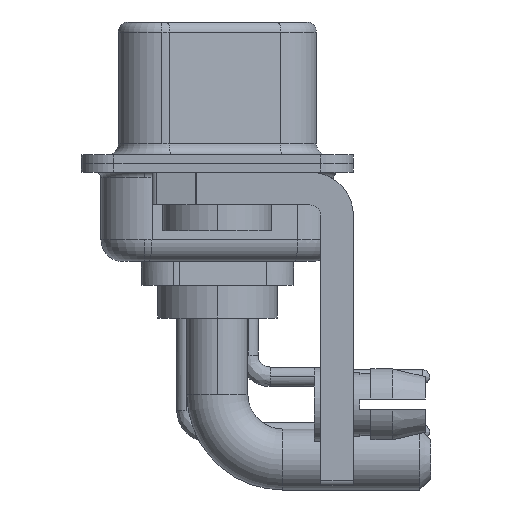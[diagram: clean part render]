
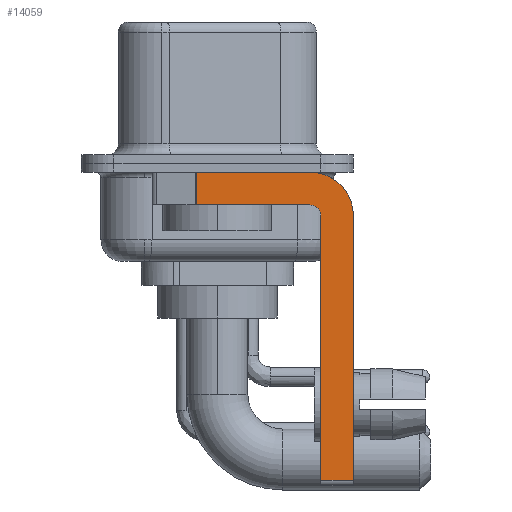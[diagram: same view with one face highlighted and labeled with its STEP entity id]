
A CAD part, left-side view. The second image highlights one B-rep face of the part: STEP entity #14059.
In plain terms, the highlighted planar face has unit normal (-1, 0, 0).
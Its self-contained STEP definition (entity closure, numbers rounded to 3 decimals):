
#203 = VERTEX_POINT ( 'NONE', #1255 ) ;
#291 = VECTOR ( 'NONE', #22595, 1000. ) ;
#690 = CARTESIAN_POINT ( 'NONE',  ( -2.9, -6.25, -2.4 ) ) ;
#753 = DIRECTION ( 'NONE',  ( 0., 0., 1. ) ) ;
#955 = CARTESIAN_POINT ( 'NONE',  ( -2.9, 3., -0.4 ) ) ;
#1047 = VECTOR ( 'NONE', #11185, 1000. ) ;
#1186 = CARTESIAN_POINT ( 'NONE',  ( -2.9, -4.25, -2.4 ) ) ;
#1255 = CARTESIAN_POINT ( 'NONE',  ( -2.9, -4.75, -14.55 ) ) ;
#1563 = EDGE_CURVE ( 'NONE', #8841, #15196, #10041, .T. ) ;
#1798 = CIRCLE ( 'NONE', #13274, 2. ) ;
#1928 = EDGE_CURVE ( 'NONE', #203, #19823, #2838, .T. ) ;
#2154 = VERTEX_POINT ( 'NONE', #8079 ) ;
#2412 = CARTESIAN_POINT ( 'NONE',  ( -2.9, -4.25, -2.4 ) ) ;
#2838 = LINE ( 'NONE', #11252, #17962 ) ;
#2928 = FACE_OUTER_BOUND ( 'NONE', #20932, .T. ) ;
#3064 = VECTOR ( 'NONE', #19908, 1000. ) ;
#3432 = EDGE_CURVE ( 'NONE', #19823, #13224, #21546, .T. ) ;
#4009 = CARTESIAN_POINT ( 'NONE',  ( -2.9, -4.75, -2.4 ) ) ;
#5138 = PLANE ( 'NONE',  #23589 ) ;
#5824 = EDGE_CURVE ( 'NONE', #2154, #24781, #1798, .T. ) ;
#6254 = EDGE_CURVE ( 'NONE', #13224, #15196, #18545, .T. ) ;
#6546 = ORIENTED_EDGE ( 'NONE', *, *, #24333, .F. ) ;
#7092 = LINE ( 'NONE', #9694, #3064 ) ;
#7217 = CARTESIAN_POINT ( 'NONE',  ( -2.9, -6.25, -14.55 ) ) ;
#7507 = LINE ( 'NONE', #22399, #25010 ) ;
#7963 = CARTESIAN_POINT ( 'NONE',  ( -2.9, 0.978, -1.9 ) ) ;
#8055 = DIRECTION ( 'NONE',  ( 0., 0., -1. ) ) ;
#8079 = CARTESIAN_POINT ( 'NONE',  ( -2.9, -4.25, -0.4 ) ) ;
#8827 = AXIS2_PLACEMENT_3D ( 'NONE', #2412, #19247, #25874 ) ;
#8841 = VERTEX_POINT ( 'NONE', #15983 ) ;
#9586 = CARTESIAN_POINT ( 'NONE',  ( -2.9, -4.25, -1.9 ) ) ;
#9694 = CARTESIAN_POINT ( 'NONE',  ( -2.9, -4.25, -14.55 ) ) ;
#10041 = LINE ( 'NONE', #14590, #291 ) ;
#10885 = ORIENTED_EDGE ( 'NONE', *, *, #3432, .F. ) ;
#11185 = DIRECTION ( 'NONE',  ( 0., -1., 0. ) ) ;
#11252 = CARTESIAN_POINT ( 'NONE',  ( -2.9, -4.75, -14.8 ) ) ;
#11279 = ORIENTED_EDGE ( 'NONE', *, *, #19270, .T. ) ;
#13061 = ORIENTED_EDGE ( 'NONE', *, *, #6254, .F. ) ;
#13224 = VERTEX_POINT ( 'NONE', #27003 ) ;
#13274 = AXIS2_PLACEMENT_3D ( 'NONE', #1186, #26453, #18182 ) ;
#14059 = ADVANCED_FACE ( 'NONE', ( #2928 ), #5138, .F. ) ;
#14089 = DIRECTION ( 'NONE',  ( 0., 0., -1. ) ) ;
#14590 = CARTESIAN_POINT ( 'NONE',  ( -2.9, 0.978, -1.9 ) ) ;
#15196 = VERTEX_POINT ( 'NONE', #7963 ) ;
#15828 = VERTEX_POINT ( 'NONE', #7217 ) ;
#15983 = CARTESIAN_POINT ( 'NONE',  ( -2.9, 0.978, -0.4 ) ) ;
#16211 = ORIENTED_EDGE ( 'NONE', *, *, #1928, .F. ) ;
#17962 = VECTOR ( 'NONE', #753, 1000. ) ;
#18182 = DIRECTION ( 'NONE',  ( 0., 0., -1. ) ) ;
#18545 = LINE ( 'NONE', #9586, #22548 ) ;
#19247 = DIRECTION ( 'NONE',  ( -1., 0., 0. ) ) ;
#19258 = ORIENTED_EDGE ( 'NONE', *, *, #19683, .F. ) ;
#19270 = EDGE_CURVE ( 'NONE', #203, #15828, #7092, .T. ) ;
#19683 = EDGE_CURVE ( 'NONE', #8841, #2154, #26361, .T. ) ;
#19823 = VERTEX_POINT ( 'NONE', #4009 ) ;
#19908 = DIRECTION ( 'NONE',  ( 0., -1., 0. ) ) ;
#19940 = ORIENTED_EDGE ( 'NONE', *, *, #1563, .T. ) ;
#20616 = DIRECTION ( 'NONE',  ( 0., 1., 0. ) ) ;
#20932 = EDGE_LOOP ( 'NONE', ( #19258, #19940, #13061, #10885, #16211, #11279, #6546, #25023 ) ) ;
#21546 = CIRCLE ( 'NONE', #8827, 0.5 ) ;
#21985 = CARTESIAN_POINT ( 'NONE',  ( -2.9, -4.25, -2.4 ) ) ;
#22399 = CARTESIAN_POINT ( 'NONE',  ( -2.9, -6.25, -2.4 ) ) ;
#22548 = VECTOR ( 'NONE', #20616, 1000. ) ;
#22595 = DIRECTION ( 'NONE',  ( 0., 0., -1. ) ) ;
#23589 = AXIS2_PLACEMENT_3D ( 'NONE', #21985, #26382, #14089 ) ;
#24333 = EDGE_CURVE ( 'NONE', #24781, #15828, #7507, .T. ) ;
#24781 = VERTEX_POINT ( 'NONE', #690 ) ;
#25010 = VECTOR ( 'NONE', #8055, 1000. ) ;
#25023 = ORIENTED_EDGE ( 'NONE', *, *, #5824, .F. ) ;
#25874 = DIRECTION ( 'NONE',  ( 0., 0., 1. ) ) ;
#26361 = LINE ( 'NONE', #955, #1047 ) ;
#26382 = DIRECTION ( 'NONE',  ( 1., 0., 0. ) ) ;
#26453 = DIRECTION ( 'NONE',  ( 1., 0., 0. ) ) ;
#27003 = CARTESIAN_POINT ( 'NONE',  ( -2.9, -4.25, -1.9 ) ) ;
